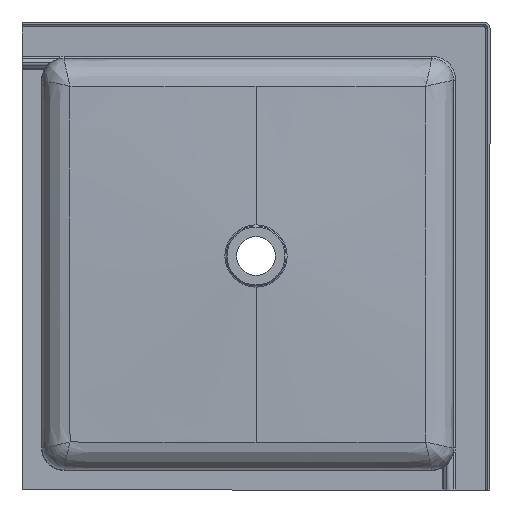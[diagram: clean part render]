
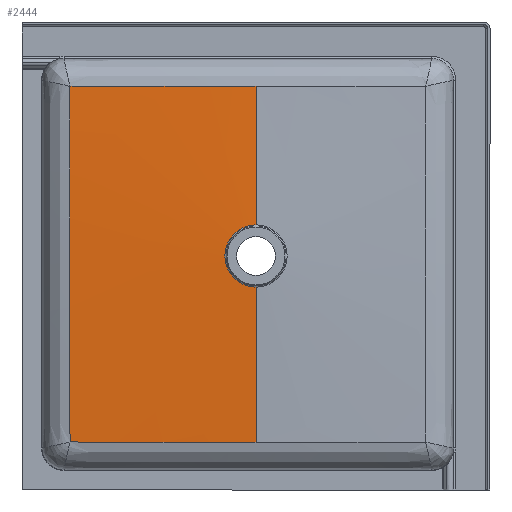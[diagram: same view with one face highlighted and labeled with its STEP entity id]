
A CAD part, front view. The second image highlights one B-rep face of the part: STEP entity #2444.
In plain terms, the highlighted conical face has half-angle 88 degrees and reference radius 59.729 mm.
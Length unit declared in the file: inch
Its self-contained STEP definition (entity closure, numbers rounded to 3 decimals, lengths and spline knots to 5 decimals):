
#491 = EDGE_CURVE ( 'NONE', #3845, #5643, #2664, .T. ) ;
#961 = CARTESIAN_POINT ( 'NONE',  ( 0., -4.26588, -2.39463 ) ) ;
#1431 = CARTESIAN_POINT ( 'NONE',  ( -14.30648, -3.64297, -14.30648 ) ) ;
#1662 = CARTESIAN_POINT ( 'NONE',  ( -14.3089, -3.67319, 13.05145 ) ) ;
#1713 = VECTOR ( 'NONE', #6447, 39.37008 ) ;
#2037 = AXIS2_PLACEMENT_3D ( 'NONE', #5734, #5726, #5700 ) ;
#2145 = DIRECTION ( 'NONE',  ( 0., 0.035, -0.999 ) ) ;
#2147 = CARTESIAN_POINT ( 'NONE',  ( 0., -4.26739, -2.35154 ) ) ;
#2153 = LINE ( 'NONE', #2147, #6525 ) ;
#2444 = ADVANCED_FACE ( 'NONE', ( #3047 ), #7275, .T. ) ;
#2664 = CIRCLE ( 'NONE', #2037, 2.39463 ) ;
#2767 = EDGE_CURVE ( 'NONE', #5643, #4732, #2153, .T. ) ;
#2840 = CARTESIAN_POINT ( 'NONE',  ( 0., -3.84913, -14.32884 ) ) ;
#2995 = CARTESIAN_POINT ( 'NONE',  ( -14.30648, -3.64297, -14.30648 ) ) ;
#3006 = CARTESIAN_POINT ( 'NONE',  ( -14.30864, -3.67106, -13.16676 ) ) ;
#3007 = B_SPLINE_CURVE_WITH_KNOTS ( 'NONE', 3,
 ( #3086, #3079, #3070, #3068, #3066, #3060, #3053, #3052, #3050, #3042, #3033, #3031, #3023, #3022, #3015, #3014, #3006, #2995 ),
 .UNSPECIFIED., .F., .F.,
 ( 4, 2, 2, 2, 2, 2, 2, 2, 4 ),
 ( 0., 0.08687, 0.17374, 0.26062, 0.34749, 0.43436, 0.52123, 0.6081, 0.69497 ),
 .UNSPECIFIED. ) ;
#3014 = CARTESIAN_POINT ( 'NONE',  ( -14.31093, -3.69748, -12.02701 ) ) ;
#3015 = CARTESIAN_POINT ( 'NONE',  ( -14.3156, -3.74554, -9.74745 ) ) ;
#3022 = CARTESIAN_POINT ( 'NONE',  ( -14.31798, -3.76718, -8.60763 ) ) ;
#3023 = CARTESIAN_POINT ( 'NONE',  ( -14.3224, -3.80386, -6.32792 ) ) ;
#3025 = DIRECTION ( 'NONE',  ( 0., 0., 1. ) ) ;
#3031 = CARTESIAN_POINT ( 'NONE',  ( -14.32444, -3.81887, -5.18801 ) ) ;
#3033 = CARTESIAN_POINT ( 'NONE',  ( -14.3275, -3.84041, -2.90808 ) ) ;
#3037 = DIRECTION ( 'NONE',  ( 0., 1., 0. ) ) ;
#3042 = CARTESIAN_POINT ( 'NONE',  ( -14.3285, -3.84692, -1.76806 ) ) ;
#3046 = CARTESIAN_POINT ( 'NONE',  ( 0., -4.26739, 0. ) ) ;
#3047 = FACE_OUTER_BOUND ( 'NONE', #3282, .T. ) ;
#3050 = CARTESIAN_POINT ( 'NONE',  ( -14.32903, -3.85039, 0.51212 ) ) ;
#3052 = CARTESIAN_POINT ( 'NONE',  ( -14.32855, -3.84734, 1.65229 ) ) ;
#3053 = CARTESIAN_POINT ( 'NONE',  ( -14.32631, -3.83219, 3.9324 ) ) ;
#3060 = CARTESIAN_POINT ( 'NONE',  ( -14.32457, -3.8201, 5.07239 ) ) ;
#3066 = CARTESIAN_POINT ( 'NONE',  ( -14.3205, -3.78855, 7.35227 ) ) ;
#3068 = CARTESIAN_POINT ( 'NONE',  ( -14.31818, -3.76911, 8.49216 ) ) ;
#3070 = CARTESIAN_POINT ( 'NONE',  ( -14.3135, -3.72481, 10.77185 ) ) ;
#3079 = CARTESIAN_POINT ( 'NONE',  ( -14.31114, -3.69995, 11.91166 ) ) ;
#3086 = CARTESIAN_POINT ( 'NONE',  ( -14.3089, -3.67319, 13.05145 ) ) ;
#3282 = EDGE_LOOP ( 'NONE', ( #4541, #4559, #4567, #4592, #4602, #4637 ) ) ;
#3401 = EDGE_CURVE ( 'NONE', #3845, #3493, #6450, .T. ) ;
#3424 = CARTESIAN_POINT ( 'NONE',  ( 0., -3.89287, 13.07634 ) ) ;
#3493 = VERTEX_POINT ( 'NONE', #3424 ) ;
#3785 = B_SPLINE_CURVE_WITH_KNOTS ( 'NONE', 3,
 ( #4098, #4090, #4088, #4084, #4078, #4077, #4069, #4068, #4060, #4053 ),
 .UNSPECIFIED., .F., .F.,
 ( 4, 2, 2, 2, 4 ),
 ( 0.33161, 0.42248, 0.51335, 0.60422, 0.69509 ),
 .UNSPECIFIED. ) ;
#3845 = VERTEX_POINT ( 'NONE', #4991 ) ;
#4053 = CARTESIAN_POINT ( 'NONE',  ( -14.3089, -3.67319, 13.05145 ) ) ;
#4060 = CARTESIAN_POINT ( 'NONE',  ( -13.11671, -3.70389, 13.05379 ) ) ;
#4068 = CARTESIAN_POINT ( 'NONE',  ( -11.92448, -3.73287, 13.05633 ) ) ;
#4069 = CARTESIAN_POINT ( 'NONE',  ( -9.53993, -3.7856, 13.06163 ) ) ;
#4077 = CARTESIAN_POINT ( 'NONE',  ( -8.34761, -3.80934, 13.06438 ) ) ;
#4078 = CARTESIAN_POINT ( 'NONE',  ( -5.96284, -3.84918, 13.06954 ) ) ;
#4084 = CARTESIAN_POINT ( 'NONE',  ( -4.77038, -3.86524, 13.07192 ) ) ;
#4088 = CARTESIAN_POINT ( 'NONE',  ( -2.38529, -3.88711, 13.07535 ) ) ;
#4090 = CARTESIAN_POINT ( 'NONE',  ( -1.19264, -3.89287, 13.07634 ) ) ;
#4098 = CARTESIAN_POINT ( 'NONE',  ( 0., -3.89287, 13.07634 ) ) ;
#4117 = CARTESIAN_POINT ( 'NONE',  ( 0., -3.84913, -14.32884 ) ) ;
#4119 = CARTESIAN_POINT ( 'NONE',  ( -1.19246, -3.84913, -14.32884 ) ) ;
#4121 = CARTESIAN_POINT ( 'NONE',  ( -2.38484, -3.84389, -14.32802 ) ) ;
#4130 = CARTESIAN_POINT ( 'NONE',  ( -4.76946, -3.82381, -14.32512 ) ) ;
#4137 = CARTESIAN_POINT ( 'NONE',  ( -5.9617, -3.80902, -14.32307 ) ) ;
#4138 = CARTESIAN_POINT ( 'NONE',  ( -8.34607, -3.77195, -14.31852 ) ) ;
#4147 = CARTESIAN_POINT ( 'NONE',  ( -9.53821, -3.74971, -14.31603 ) ) ;
#4149 = CARTESIAN_POINT ( 'NONE',  ( -11.92239, -3.6999, -14.31114 ) ) ;
#4154 = EDGE_CURVE ( 'NONE', #5321, #4732, #5987, .T. ) ;
#4155 = CARTESIAN_POINT ( 'NONE',  ( -13.11445, -3.67235, -14.30874 ) ) ;
#4157 = CARTESIAN_POINT ( 'NONE',  ( -14.30648, -3.64297, -14.30648 ) ) ;
#4192 = EDGE_CURVE ( 'NONE', #3493, #5189, #3785, .T. ) ;
#4541 = ORIENTED_EDGE ( 'NONE', *, *, #2767, .F. ) ;
#4559 = ORIENTED_EDGE ( 'NONE', *, *, #491, .F. ) ;
#4567 = ORIENTED_EDGE ( 'NONE', *, *, #3401, .T. ) ;
#4592 = ORIENTED_EDGE ( 'NONE', *, *, #4192, .T. ) ;
#4602 = ORIENTED_EDGE ( 'NONE', *, *, #4638, .T. ) ;
#4637 = ORIENTED_EDGE ( 'NONE', *, *, #4154, .T. ) ;
#4638 = EDGE_CURVE ( 'NONE', #5189, #5321, #3007, .T. ) ;
#4732 = VERTEX_POINT ( 'NONE', #2840 ) ;
#4991 = CARTESIAN_POINT ( 'NONE',  ( 0., -4.26588, 2.39463 ) ) ;
#5189 = VERTEX_POINT ( 'NONE', #1662 ) ;
#5321 = VERTEX_POINT ( 'NONE', #1431 ) ;
#5643 = VERTEX_POINT ( 'NONE', #961 ) ;
#5700 = DIRECTION ( 'NONE',  ( 0., 0., -1. ) ) ;
#5726 = DIRECTION ( 'NONE',  ( 0., -1., 0. ) ) ;
#5734 = CARTESIAN_POINT ( 'NONE',  ( 0., -4.26588, 0. ) ) ;
#5987 = B_SPLINE_CURVE_WITH_KNOTS ( 'NONE', 3,
 ( #4157, #4155, #4149, #4147, #4138, #4137, #4130, #4121, #4119, #4117 ),
 .UNSPECIFIED., .F., .F.,
 ( 4, 2, 2, 2, 4 ),
 ( 0., 0.09086, 0.18171, 0.27257, 0.36342 ),
 .UNSPECIFIED. ) ;
#6447 = DIRECTION ( 'NONE',  ( 0., 0.035, 0.999 ) ) ;
#6449 = CARTESIAN_POINT ( 'NONE',  ( 0., -4.26739, 2.35154 ) ) ;
#6450 = LINE ( 'NONE', #6449, #1713 ) ;
#6525 = VECTOR ( 'NONE', #2145, 39.37008 ) ;
#7100 = AXIS2_PLACEMENT_3D ( 'NONE', #3046, #3037, #3025 ) ;
#7275 = CONICAL_SURFACE ( 'NONE', #7100, 2.35154, 1.536 ) ;
